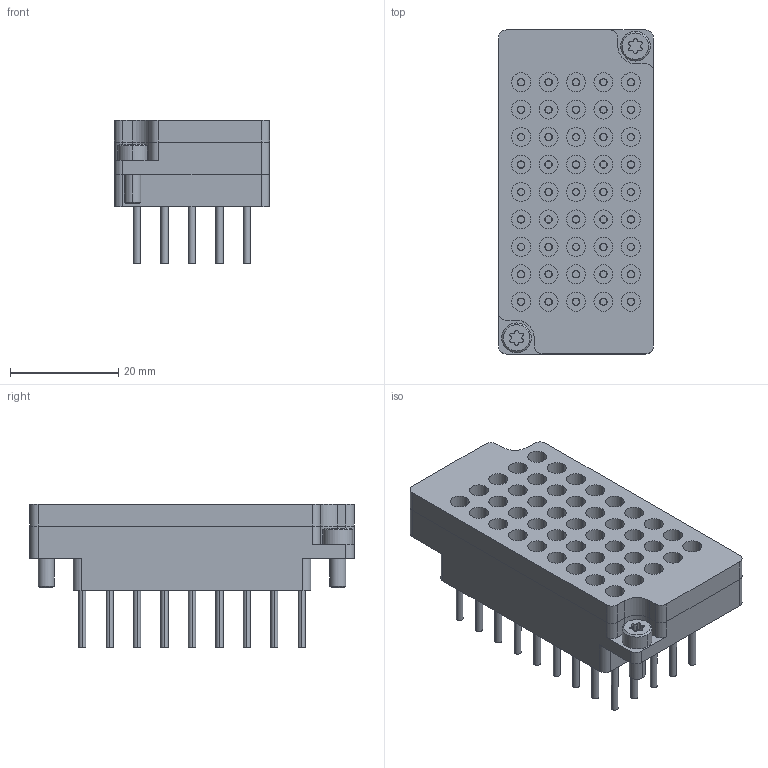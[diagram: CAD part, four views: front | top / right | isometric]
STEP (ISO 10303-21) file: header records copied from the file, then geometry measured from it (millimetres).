
FILE_DESCRIPTION (( 'STEP AP214' ), '1' );
FILE_NAME ('INGUN_41017.STEP', '2023-01-17T13:11:56', ( '' ), ( '' ), 'SwSTEP 2.0', 'SolidWorks 2021', '' );
FILE_SCHEMA (( 'AUTOMOTIVE_DESIGN' ));
Length unit declared in the file: millimetre
Products named in the file (7): INFO_4639~0_S; INGUN_41017; 45207~0; KS-075-Master__ADA~ks_KS-075 35 K-LWL; 41018~1; DIN912~n_M03,0x008; 41018~1_S
Assembly tree (51 placements, depth 3):
  INGUN_41017
    41018~1_S
      41018~1
      INFO_4639~0_S
    45207~0
    KS-075-Master__ADA~ks_KS-075 35 K-LWL  x45
    DIN912~n_M03,0x008  x2
Bounding box: 28.7 x 60 x 26.5 mm (x, y, z)
Volume: 23298.5 mm3; surface area: 17657.3 mm2
Topology: 111 solids, 111 shells, 1350 faces, 2914 edges, 1790 vertices
Faces by surface type: cylinder 608, plane 351, torus 270, bspline 113, cone 8
Entity records: 24317 total; most frequent: CARTESIAN_POINT 10068, ORIENTED_EDGE 2870, DIRECTION 2633, EDGE_CURVE 1435, AXIS2_PLACEMENT_3D 953, VERTEX_POINT 952, EDGE_LOOP 739, VECTOR 727
